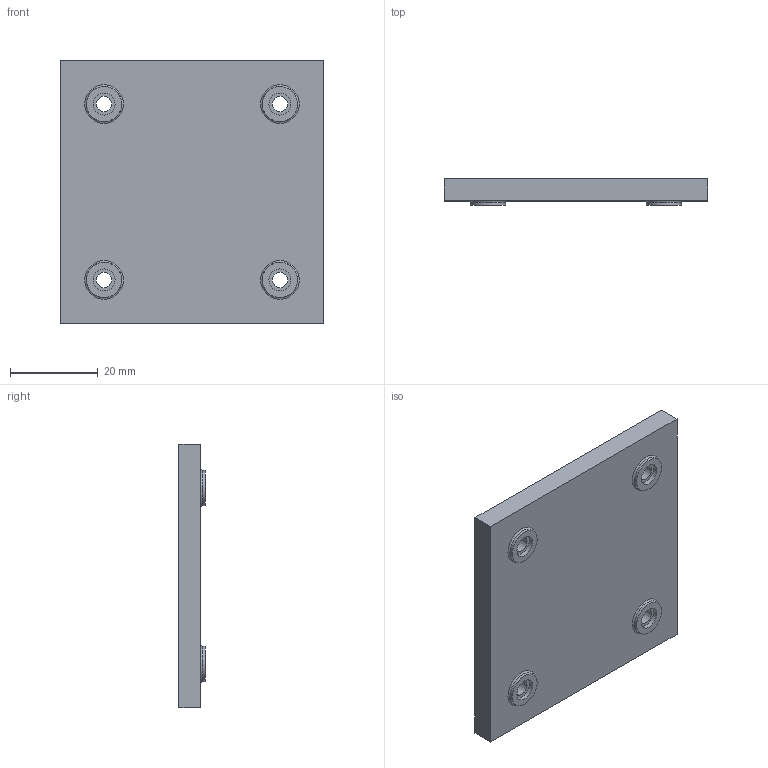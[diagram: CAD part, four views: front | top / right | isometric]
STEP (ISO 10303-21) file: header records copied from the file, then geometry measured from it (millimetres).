
FILE_DESCRIPTION(/* description */ (''),/* implementation_level */ '2;1');
FILE_NAME(/* name */ 'Kunststoff Dome 3er Oben v3.step',/* time_stamp */ '2022-02-13T11:05:06+01:00',/* author */ (''),/* organization */ (''),/* preprocessor_version */ 'ST-DEVELOPER v18.1',/* originating_system */ 'Autodesk Translation Framework v10.13.0.1454',/* authorisation */ '');
FILE_SCHEMA (('AUTOMOTIVE_DESIGN { 1 0 10303 214 3 1 1 }'));
Length unit declared in the file: millimetre
Products named in the file (1): Kunststoff Dome 3er Oben
Bounding box: 60 x 6 x 60 mm (x, y, z)
Volume: 17685.2 mm3; surface area: 8777.2 mm2
Topology: 1 solids, 1 shells, 38 faces, 72 edges, 48 vertices
Faces by surface type: plane 18, cone 12, torus 4, cylinder 4
Full cylindrical faces by diameter (mm): 5 x4
Entity records: 1029 total; most frequent: DIRECTION 194, CARTESIAN_POINT 159, ORIENTED_EDGE 144, AXIS2_PLACEMENT_3D 83, EDGE_CURVE 72, EDGE_LOOP 58, VERTEX_POINT 48, CIRCLE 44
